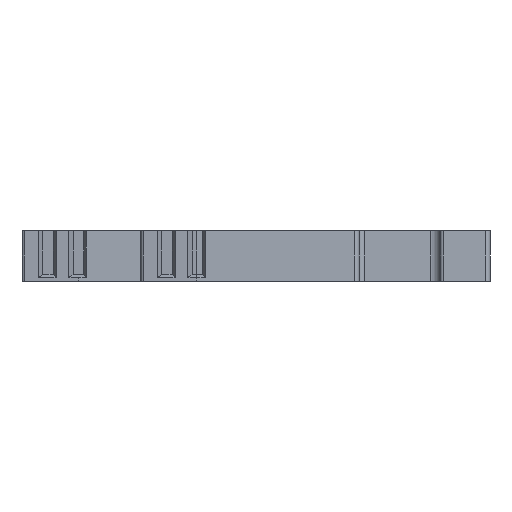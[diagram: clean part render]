
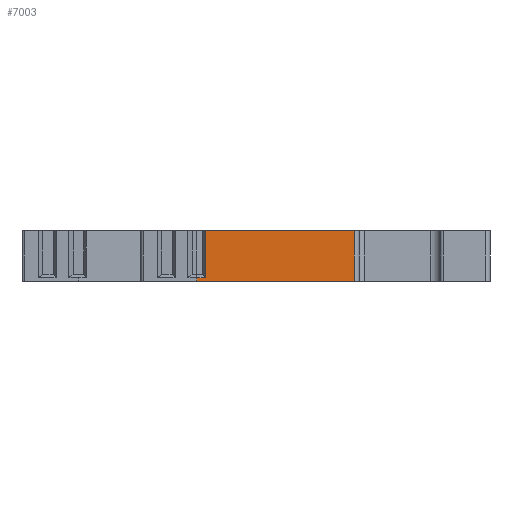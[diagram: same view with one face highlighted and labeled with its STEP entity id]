
A CAD part, left-side view. The second image highlights one B-rep face of the part: STEP entity #7003.
In plain terms, the highlighted planar face has unit normal (-1, 0, 0).
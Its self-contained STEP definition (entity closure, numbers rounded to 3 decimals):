
#392=DIRECTION('',(0.,-1.,0.));
#393=VECTOR('',#392,15.005);
#394=CARTESIAN_POINT('',(-32.65,22.705,2.15));
#395=LINE('',#394,#393);
#1790=DIRECTION('',(0.,-1.,0.));
#1791=VECTOR('',#1790,15.887);
#1792=CARTESIAN_POINT('',(-32.65,23.587,-2.95));
#1793=LINE('',#1792,#1791);
#1828=DIRECTION('',(0.,0.,1.));
#1829=VECTOR('',#1828,5.1);
#1830=CARTESIAN_POINT('',(-32.65,7.7,-2.95));
#1831=LINE('',#1830,#1829);
#1832=DIRECTION('',(0.,0.,-1.));
#1833=VECTOR('',#1832,0.35);
#1834=CARTESIAN_POINT('',(-32.65,23.587,-2.6));
#1835=LINE('',#1834,#1833);
#1836=DIRECTION('',(0.,1.,0.));
#1837=VECTOR('',#1836,0.882);
#1838=CARTESIAN_POINT('',(-32.65,22.705,-2.6));
#1839=LINE('',#1838,#1837);
#3701=DIRECTION('',(0.,0.,-1.));
#3702=VECTOR('',#3701,4.75);
#3703=CARTESIAN_POINT('',(-32.65,22.705,2.15));
#3704=LINE('',#3703,#3702);
#4101=CARTESIAN_POINT('',(-32.65,22.705,-2.6));
#4103=VERTEX_POINT('',#4101);
#4264=CARTESIAN_POINT('',(-32.65,7.7,2.15));
#4266=VERTEX_POINT('',#4264);
#4270=CARTESIAN_POINT('',(-32.65,7.7,-2.95));
#4271=VERTEX_POINT('',#4270);
#4414=CARTESIAN_POINT('',(-32.65,22.705,2.15));
#4416=VERTEX_POINT('',#4414);
#4547=CARTESIAN_POINT('',(-32.65,23.587,-2.6));
#4548=CARTESIAN_POINT('',(-32.65,23.587,-2.95));
#4549=VERTEX_POINT('',#4547);
#4550=VERTEX_POINT('',#4548);
#6986=CARTESIAN_POINT('',(-32.65,41.2,2.15));
#6987=DIRECTION('',(-1.,0.,0.));
#6988=DIRECTION('',(0.,-1.,0.));
#6989=AXIS2_PLACEMENT_3D('',#6986,#6987,#6988);
#6990=PLANE('',#6989);
#6992=ORIENTED_EDGE('',*,*,#6991,.F.);
#6993=ORIENTED_EDGE('',*,*,#6922,.F.);
#6995=ORIENTED_EDGE('',*,*,#6994,.F.);
#6997=ORIENTED_EDGE('',*,*,#6996,.F.);
#6999=ORIENTED_EDGE('',*,*,#6998,.F.);
#7000=ORIENTED_EDGE('',*,*,#5492,.T.);
#7001=EDGE_LOOP('',(#6992,#6993,#6995,#6997,#6999,#7000));
#7002=FACE_OUTER_BOUND('',#7001,.F.);
#7003=ADVANCED_FACE('',(#7002),#6990,.T.);
#5492=EDGE_CURVE('',#4416,#4266,#395,.T.);
#6922=EDGE_CURVE('',#4550,#4271,#1793,.T.);
#6991=EDGE_CURVE('',#4271,#4266,#1831,.T.);
#6994=EDGE_CURVE('',#4549,#4550,#1835,.T.);
#6996=EDGE_CURVE('',#4103,#4549,#1839,.T.);
#6998=EDGE_CURVE('',#4416,#4103,#3704,.T.);
